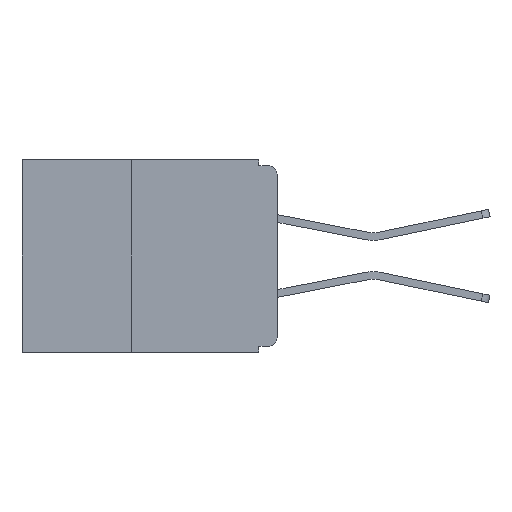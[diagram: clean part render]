
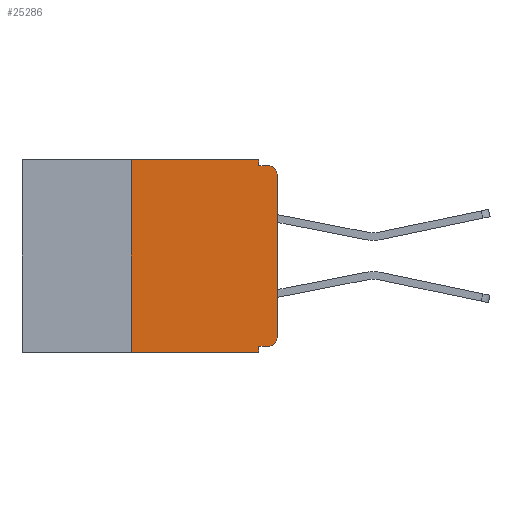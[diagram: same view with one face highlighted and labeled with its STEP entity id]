
A CAD part, left-side view. The second image highlights one B-rep face of the part: STEP entity #25286.
In plain terms, the highlighted planar face has unit normal (-1, 0, 0).
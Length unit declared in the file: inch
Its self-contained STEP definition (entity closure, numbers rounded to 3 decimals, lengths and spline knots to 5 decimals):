
#588 = EDGE_CURVE ( 'NONE', #5622, #13703, #23378, .T. ) ;
#632 = AXIS2_PLACEMENT_3D ( 'NONE', #11759, #16085, #16049 ) ;
#1035 = ORIENTED_EDGE ( 'NONE', *, *, #26227, .T. ) ;
#1079 = DIRECTION ( 'NONE',  ( 1., 0., 0. ) ) ;
#1180 = EDGE_CURVE ( 'NONE', #13703, #19507, #26500, .T. ) ;
#1352 = EDGE_CURVE ( 'NONE', #25896, #9068, #4754, .T. ) ;
#1918 = CARTESIAN_POINT ( 'NONE',  ( 0., 0.015, -0.305 ) ) ;
#2062 = CARTESIAN_POINT ( 'NONE',  ( 0., 0.25, 0. ) ) ;
#2903 = EDGE_CURVE ( 'NONE', #19169, #17200, #21836, .T. ) ;
#4076 = LINE ( 'NONE', #20577, #6248 ) ;
#4238 = DIRECTION ( 'NONE',  ( 0., 0., -1. ) ) ;
#4289 = VECTOR ( 'NONE', #25331, 39.37008 ) ;
#4451 = VECTOR ( 'NONE', #6310, 39.37008 ) ;
#4705 = DIRECTION ( 'NONE',  ( 0., -1., 0. ) ) ;
#4711 = ORIENTED_EDGE ( 'NONE', *, *, #1180, .T. ) ;
#4754 = LINE ( 'NONE', #29385, #10868 ) ;
#5129 = CARTESIAN_POINT ( 'NONE',  ( 0., 0.031, 0. ) ) ;
#5170 = VECTOR ( 'NONE', #13503, 39.37008 ) ;
#5622 = VERTEX_POINT ( 'NONE', #11396 ) ;
#5794 = CARTESIAN_POINT ( 'NONE',  ( 0., 0.031, -0.32 ) ) ;
#6248 = VECTOR ( 'NONE', #6878, 39.37008 ) ;
#6310 = DIRECTION ( 'NONE',  ( 0., 0., -1. ) ) ;
#6878 = DIRECTION ( 'NONE',  ( 0., -1., 0. ) ) ;
#7351 = EDGE_CURVE ( 'NONE', #17380, #28390, #22534, .T. ) ;
#7523 = CARTESIAN_POINT ( 'NONE',  ( 0., 0., -0.01 ) ) ;
#7935 = CARTESIAN_POINT ( 'NONE',  ( 0., 0.437, 0. ) ) ;
#8701 = ORIENTED_EDGE ( 'NONE', *, *, #16532, .F. ) ;
#8790 = CARTESIAN_POINT ( 'NONE',  ( 0., 0., 0. ) ) ;
#9068 = VERTEX_POINT ( 'NONE', #2062 ) ;
#9616 = AXIS2_PLACEMENT_3D ( 'NONE', #1918, #17950, #4238 ) ;
#10396 = CARTESIAN_POINT ( 'NONE',  ( 0., 0.015, -0.32 ) ) ;
#10422 = VECTOR ( 'NONE', #22759, 39.37008 ) ;
#10771 = ORIENTED_EDGE ( 'NONE', *, *, #2903, .F. ) ;
#10868 = VECTOR ( 'NONE', #11690, 39.37008 ) ;
#10886 = CARTESIAN_POINT ( 'NONE',  ( 0., 0., -0.025 ) ) ;
#11396 = CARTESIAN_POINT ( 'NONE',  ( 0., 0., -0.305 ) ) ;
#11559 = VECTOR ( 'NONE', #4705, 39.37008 ) ;
#11639 = CARTESIAN_POINT ( 'NONE',  ( 0., 0.437, -0.33 ) ) ;
#11649 = EDGE_CURVE ( 'NONE', #9068, #19169, #4076, .T. ) ;
#11690 = DIRECTION ( 'NONE',  ( 0., 0., 1. ) ) ;
#11759 = CARTESIAN_POINT ( 'NONE',  ( 0., 0.015, -0.025 ) ) ;
#12274 = LINE ( 'NONE', #11639, #11559 ) ;
#12305 = CARTESIAN_POINT ( 'NONE',  ( 0., 0.25, -0.33 ) ) ;
#13143 = EDGE_LOOP ( 'NONE', ( #28458, #4711, #8701, #10771, #13665, #16560, #16864, #20777, #24945, #1035 ) ) ;
#13233 = CARTESIAN_POINT ( 'NONE',  ( 0., 0.015, -0.01 ) ) ;
#13503 = DIRECTION ( 'NONE',  ( 0., 0., 1. ) ) ;
#13665 = ORIENTED_EDGE ( 'NONE', *, *, #11649, .F. ) ;
#13703 = VERTEX_POINT ( 'NONE', #10886 ) ;
#14166 = CARTESIAN_POINT ( 'NONE',  ( 0., 0.031, -0.01 ) ) ;
#14210 = CARTESIAN_POINT ( 'NONE',  ( 0., 0.031, -0.33 ) ) ;
#14298 = DIRECTION ( 'NONE',  ( 0., -1., 0. ) ) ;
#14619 = VERTEX_POINT ( 'NONE', #14210 ) ;
#15367 = CARTESIAN_POINT ( 'NONE',  ( 0., 0.031, -0.33 ) ) ;
#16049 = DIRECTION ( 'NONE',  ( 0., 0., -1. ) ) ;
#16085 = DIRECTION ( 'NONE',  ( -1., 0., 0. ) ) ;
#16532 = EDGE_CURVE ( 'NONE', #17200, #19507, #18020, .T. ) ;
#16560 = ORIENTED_EDGE ( 'NONE', *, *, #1352, .F. ) ;
#16864 = ORIENTED_EDGE ( 'NONE', *, *, #29295, .T. ) ;
#17129 = DIRECTION ( 'NONE',  ( 0., 0., -1. ) ) ;
#17200 = VERTEX_POINT ( 'NONE', #14166 ) ;
#17380 = VERTEX_POINT ( 'NONE', #10396 ) ;
#17462 = CIRCLE ( 'NONE', #9616, 0.015 ) ;
#17950 = DIRECTION ( 'NONE',  ( -1., 0., 0. ) ) ;
#18020 = LINE ( 'NONE', #7523, #22655 ) ;
#18983 = AXIS2_PLACEMENT_3D ( 'NONE', #7935, #1079, #17129 ) ;
#19169 = VERTEX_POINT ( 'NONE', #5129 ) ;
#19507 = VERTEX_POINT ( 'NONE', #13233 ) ;
#20487 = CARTESIAN_POINT ( 'NONE',  ( 0., 0., -0.32 ) ) ;
#20514 = CARTESIAN_POINT ( 'NONE',  ( 0., 0.031, 0. ) ) ;
#20577 = CARTESIAN_POINT ( 'NONE',  ( 0., 0.437, 0. ) ) ;
#20777 = ORIENTED_EDGE ( 'NONE', *, *, #27851, .F. ) ;
#21836 = LINE ( 'NONE', #20514, #4289 ) ;
#22534 = LINE ( 'NONE', #20487, #10422 ) ;
#22655 = VECTOR ( 'NONE', #14298, 39.37008 ) ;
#22707 = LINE ( 'NONE', #15367, #4451 ) ;
#22759 = DIRECTION ( 'NONE',  ( 0., 1., 0. ) ) ;
#23378 = LINE ( 'NONE', #8790, #5170 ) ;
#24945 = ORIENTED_EDGE ( 'NONE', *, *, #7351, .F. ) ;
#25286 = ADVANCED_FACE ( 'NONE', ( #28075 ), #28321, .F. ) ;
#25331 = DIRECTION ( 'NONE',  ( 0., 0., -1. ) ) ;
#25896 = VERTEX_POINT ( 'NONE', #12305 ) ;
#26227 = EDGE_CURVE ( 'NONE', #17380, #5622, #17462, .T. ) ;
#26500 = CIRCLE ( 'NONE', #632, 0.015 ) ;
#27851 = EDGE_CURVE ( 'NONE', #28390, #14619, #22707, .T. ) ;
#28075 = FACE_OUTER_BOUND ( 'NONE', #13143, .T. ) ;
#28321 = PLANE ( 'NONE',  #18983 ) ;
#28390 = VERTEX_POINT ( 'NONE', #5794 ) ;
#28458 = ORIENTED_EDGE ( 'NONE', *, *, #588, .T. ) ;
#29295 = EDGE_CURVE ( 'NONE', #25896, #14619, #12274, .T. ) ;
#29385 = CARTESIAN_POINT ( 'NONE',  ( 0., 0.25, -0.33 ) ) ;
